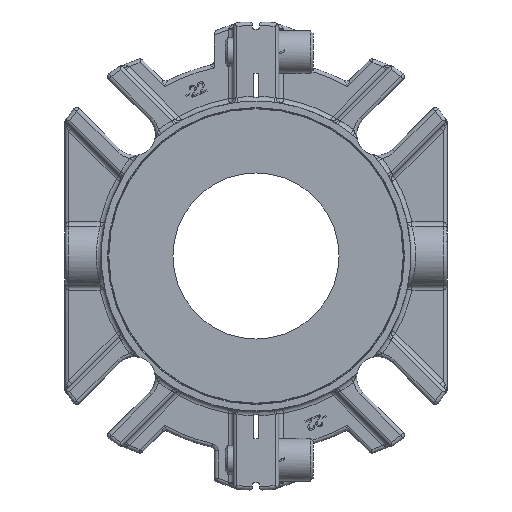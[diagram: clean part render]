
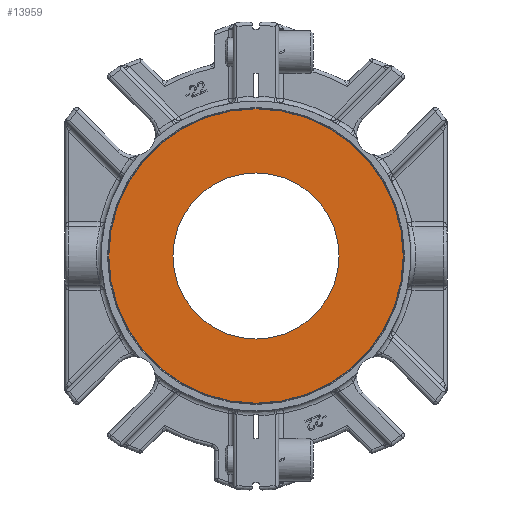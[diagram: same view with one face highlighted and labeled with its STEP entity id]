
A CAD part, front view. The second image highlights one B-rep face of the part: STEP entity #13959.
In plain terms, the highlighted planar face has unit normal (0, -1, 0).
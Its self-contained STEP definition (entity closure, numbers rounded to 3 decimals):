
#1331=CIRCLE('',#15302,34.925);
#1332=CIRCLE('',#15303,61.913);
#5368=ORIENTED_EDGE('',*,*,#8574,.F.);
#5369=ORIENTED_EDGE('',*,*,#8575,.T.);
#8574=EDGE_CURVE('',#10280,#10280,#1331,.T.);
#8575=EDGE_CURVE('',#10281,#10281,#1332,.T.);
#10280=VERTEX_POINT('',#25118);
#10281=VERTEX_POINT('',#25120);
#11868=EDGE_LOOP('',(#5368));
#11869=EDGE_LOOP('',(#5369));
#12844=FACE_BOUND('',#11868,.T.);
#12845=FACE_BOUND('',#11869,.T.);
#13409=PLANE('',#15301);
#13959=ADVANCED_FACE('',(#12844,#12845),#13409,.T.);
#15301=AXIS2_PLACEMENT_3D('',#25116,#18209,#18210);
#15302=AXIS2_PLACEMENT_3D('',#25117,#18211,#18212);
#15303=AXIS2_PLACEMENT_3D('',#25119,#18213,#18214);
#18209=DIRECTION('',(0.,-1.,0.));
#18210=DIRECTION('',(0.,0.,1.));
#18211=DIRECTION('',(0.,-1.,0.));
#18212=DIRECTION('',(0.,0.,-1.));
#18213=DIRECTION('',(0.,-1.,0.));
#18214=DIRECTION('',(0.,0.,1.));
#25116=CARTESIAN_POINT('',(0.,1.092,46.038));
#25117=CARTESIAN_POINT('',(0.,1.092,0.));
#25118=CARTESIAN_POINT('',(0.,1.092,-34.925));
#25119=CARTESIAN_POINT('',(0.,1.092,0.));
#25120=CARTESIAN_POINT('',(0.,1.092,61.913));
